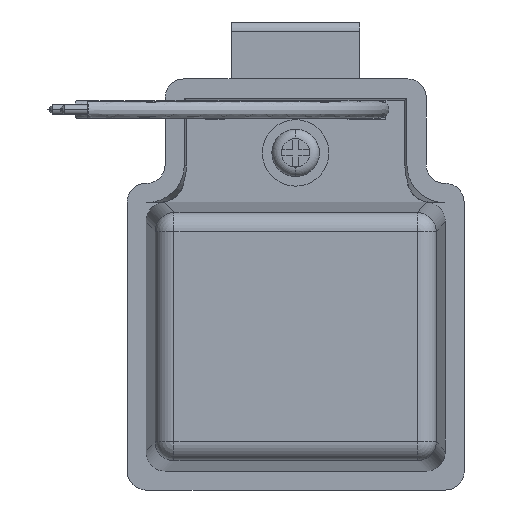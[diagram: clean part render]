
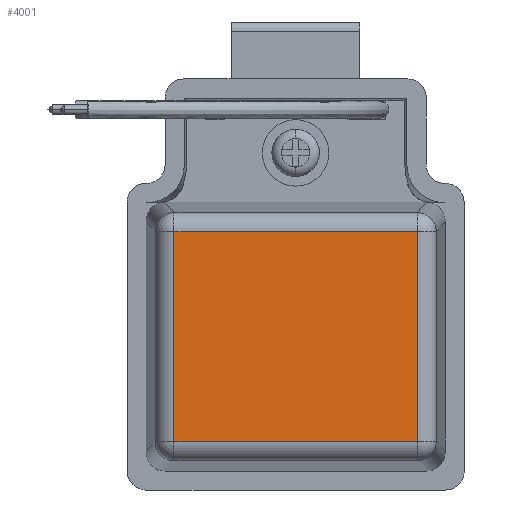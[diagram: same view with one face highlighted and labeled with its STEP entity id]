
A CAD part, front view. The second image highlights one B-rep face of the part: STEP entity #4001.
In plain terms, the highlighted planar face has unit normal (0, -1, 0).
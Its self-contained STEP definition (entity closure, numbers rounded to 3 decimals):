
#46 = DIRECTION ( 'NONE',  ( 0., -1., 0. ) ) ;
#68 = DIRECTION ( 'NONE',  ( 0., 0., -1. ) ) ;
#105 = PLANE ( 'NONE',  #4871 ) ;
#256 = CARTESIAN_POINT ( 'NONE',  ( 12.751, 0., -11.074 ) ) ;
#294 = CARTESIAN_POINT ( 'NONE',  ( 12.814, 0., 11.001 ) ) ;
#406 = LINE ( 'NONE', #1991, #4684 ) ;
#718 = DIRECTION ( 'NONE',  ( 1., 0., 0. ) ) ;
#794 = VERTEX_POINT ( 'NONE', #3083 ) ;
#848 = VERTEX_POINT ( 'NONE', #5545 ) ;
#1032 = CARTESIAN_POINT ( 'NONE',  ( 12.814, 0., -11.074 ) ) ;
#1124 = EDGE_CURVE ( 'NONE', #794, #848, #406, .T. ) ;
#1545 = EDGE_CURVE ( 'NONE', #5542, #2536, #5116, .T. ) ;
#1983 = ORIENTED_EDGE ( 'NONE', *, *, #3198, .T. ) ;
#1991 = CARTESIAN_POINT ( 'NONE',  ( -12.751, 0., 11.074 ) ) ;
#2126 = CARTESIAN_POINT ( 'NONE',  ( -12.814, 0., -11.001 ) ) ;
#2262 = DIRECTION ( 'NONE',  ( 0., 0., -1. ) ) ;
#2288 = ORIENTED_EDGE ( 'NONE', *, *, #1124, .T. ) ;
#2379 = ORIENTED_EDGE ( 'NONE', *, *, #5673, .T. ) ;
#2493 = DIRECTION ( 'NONE',  ( -1., 0., 0. ) ) ;
#2536 = VERTEX_POINT ( 'NONE', #1032 ) ;
#2893 = CARTESIAN_POINT ( 'NONE',  ( -12.814, 0., -11.074 ) ) ;
#3083 = CARTESIAN_POINT ( 'NONE',  ( 12.814, 0., 11.074 ) ) ;
#3198 = EDGE_CURVE ( 'NONE', #2536, #794, #3369, .T. ) ;
#3369 = LINE ( 'NONE', #294, #5255 ) ;
#3994 = DIRECTION ( 'NONE',  ( 0., 0., 1. ) ) ;
#4001 = ADVANCED_FACE ( 'NONE', ( #4972 ), #105, .T. ) ;
#4077 = EDGE_LOOP ( 'NONE', ( #5127, #1983, #2288, #2379 ) ) ;
#4684 = VECTOR ( 'NONE', #2493, 1000. ) ;
#4712 = VECTOR ( 'NONE', #2262, 1000. ) ;
#4871 = AXIS2_PLACEMENT_3D ( 'NONE', #5153, #46, #68 ) ;
#4972 = FACE_OUTER_BOUND ( 'NONE', #4077, .T. ) ;
#5116 = LINE ( 'NONE', #256, #5758 ) ;
#5127 = ORIENTED_EDGE ( 'NONE', *, *, #1545, .T. ) ;
#5153 = CARTESIAN_POINT ( 'NONE',  ( 0., 0., 0. ) ) ;
#5255 = VECTOR ( 'NONE', #3994, 1000. ) ;
#5542 = VERTEX_POINT ( 'NONE', #2893 ) ;
#5545 = CARTESIAN_POINT ( 'NONE',  ( -12.814, 0., 11.074 ) ) ;
#5673 = EDGE_CURVE ( 'NONE', #848, #5542, #5930, .T. ) ;
#5758 = VECTOR ( 'NONE', #718, 1000. ) ;
#5930 = LINE ( 'NONE', #2126, #4712 ) ;
